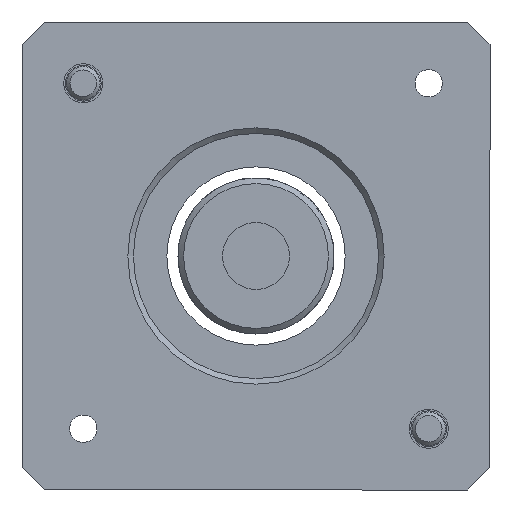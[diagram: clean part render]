
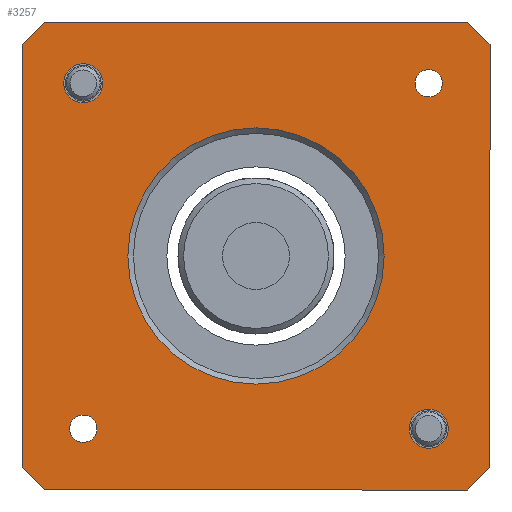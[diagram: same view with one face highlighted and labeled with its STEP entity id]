
A CAD part, front view. The second image highlights one B-rep face of the part: STEP entity #3257.
In plain terms, the highlighted face is planar.
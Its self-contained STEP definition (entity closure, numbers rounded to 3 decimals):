
#310=FACE_BOUND('',#688,.T.);
#311=FACE_BOUND('',#689,.T.);
#312=FACE_BOUND('',#690,.T.);
#313=FACE_BOUND('',#691,.T.);
#314=FACE_BOUND('',#692,.T.);
#342=CIRCLE('',#3562,11.5);
#343=CIRCLE('',#3563,1.75);
#344=CIRCLE('',#3564,1.75);
#345=CIRCLE('',#3565,1.23);
#346=CIRCLE('',#3566,1.23);
#502=FACE_OUTER_BOUND('',#687,.T.);
#687=EDGE_LOOP('',(#2221,#2222,#2223,#2224,#2225,#2226,#2227,#2228));
#688=EDGE_LOOP('',(#2229));
#689=EDGE_LOOP('',(#2230));
#690=EDGE_LOOP('',(#2231));
#691=EDGE_LOOP('',(#2232));
#692=EDGE_LOOP('',(#2233));
#904=LINE('',#4902,#1169);
#906=LINE('',#4906,#1171);
#909=LINE('',#4912,#1174);
#910=LINE('',#4914,#1175);
#911=LINE('',#4916,#1176);
#912=LINE('',#4918,#1177);
#913=LINE('',#4920,#1178);
#914=LINE('',#4921,#1179);
#1169=VECTOR('',#3922,10.);
#1171=VECTOR('',#3926,10.);
#1174=VECTOR('',#3931,10.);
#1175=VECTOR('',#3932,10.);
#1176=VECTOR('',#3933,10.);
#1177=VECTOR('',#3934,10.);
#1178=VECTOR('',#3935,10.);
#1179=VECTOR('',#3936,10.);
#1434=VERTEX_POINT('',#4899);
#1435=VERTEX_POINT('',#4901);
#1436=VERTEX_POINT('',#4905);
#1438=VERTEX_POINT('',#4911);
#1439=VERTEX_POINT('',#4913);
#1440=VERTEX_POINT('',#4915);
#1441=VERTEX_POINT('',#4917);
#1442=VERTEX_POINT('',#4919);
#1443=VERTEX_POINT('',#4922);
#1444=VERTEX_POINT('',#4924);
#1445=VERTEX_POINT('',#4926);
#1446=VERTEX_POINT('',#4928);
#1447=VERTEX_POINT('',#4930);
#1746=EDGE_CURVE('',#1434,#1435,#904,.T.);
#1748=EDGE_CURVE('',#1436,#1435,#906,.T.);
#1751=EDGE_CURVE('',#1434,#1438,#909,.T.);
#1752=EDGE_CURVE('',#1439,#1438,#910,.T.);
#1753=EDGE_CURVE('',#1439,#1440,#911,.T.);
#1754=EDGE_CURVE('',#1441,#1440,#912,.T.);
#1755=EDGE_CURVE('',#1441,#1442,#913,.T.);
#1756=EDGE_CURVE('',#1436,#1442,#914,.T.);
#1757=EDGE_CURVE('',#1443,#1443,#342,.T.);
#1758=EDGE_CURVE('',#1444,#1444,#343,.T.);
#1759=EDGE_CURVE('',#1445,#1445,#344,.T.);
#1760=EDGE_CURVE('',#1446,#1446,#345,.T.);
#1761=EDGE_CURVE('',#1447,#1447,#346,.T.);
#2221=ORIENTED_EDGE('',*,*,#1746,.F.);
#2222=ORIENTED_EDGE('',*,*,#1751,.T.);
#2223=ORIENTED_EDGE('',*,*,#1752,.F.);
#2224=ORIENTED_EDGE('',*,*,#1753,.T.);
#2225=ORIENTED_EDGE('',*,*,#1754,.F.);
#2226=ORIENTED_EDGE('',*,*,#1755,.T.);
#2227=ORIENTED_EDGE('',*,*,#1756,.F.);
#2228=ORIENTED_EDGE('',*,*,#1748,.T.);
#2229=ORIENTED_EDGE('',*,*,#1757,.F.);
#2230=ORIENTED_EDGE('',*,*,#1758,.T.);
#2231=ORIENTED_EDGE('',*,*,#1759,.T.);
#2232=ORIENTED_EDGE('',*,*,#1760,.T.);
#2233=ORIENTED_EDGE('',*,*,#1761,.T.);
#3153=PLANE('',#3561);
#3257=ADVANCED_FACE('',(#502,#310,#311,#312,#313,#314),#3153,.F.);
#3561=AXIS2_PLACEMENT_3D('',#4910,#3929,#3930);
#3562=AXIS2_PLACEMENT_3D('',#4923,#3937,#3938);
#3563=AXIS2_PLACEMENT_3D('',#4925,#3939,#3940);
#3564=AXIS2_PLACEMENT_3D('',#4927,#3941,#3942);
#3565=AXIS2_PLACEMENT_3D('',#4929,#3943,#3944);
#3566=AXIS2_PLACEMENT_3D('',#4931,#3945,#3946);
#3922=DIRECTION('',(-0.707,0.707,0.));
#3926=DIRECTION('',(1.,0.,0.));
#3929=DIRECTION('center_axis',(0.,0.,1.));
#3930=DIRECTION('ref_axis',(1.,0.,0.));
#3931=DIRECTION('',(0.,-1.,0.));
#3932=DIRECTION('',(0.707,0.707,0.));
#3933=DIRECTION('',(-1.,0.,0.));
#3934=DIRECTION('',(0.707,-0.707,0.));
#3935=DIRECTION('',(0.,1.,0.));
#3936=DIRECTION('',(-0.707,-0.707,0.));
#3937=DIRECTION('center_axis',(0.,0.,-1.));
#3938=DIRECTION('ref_axis',(-1.,0.,0.));
#3939=DIRECTION('center_axis',(0.,0.,1.));
#3940=DIRECTION('ref_axis',(1.,0.,0.));
#3941=DIRECTION('center_axis',(0.,0.,1.));
#3942=DIRECTION('ref_axis',(1.,0.,0.));
#3943=DIRECTION('center_axis',(0.,0.,1.));
#3944=DIRECTION('ref_axis',(1.,0.,0.));
#3945=DIRECTION('center_axis',(0.,0.,1.));
#3946=DIRECTION('ref_axis',(1.,0.,0.));
#4899=CARTESIAN_POINT('',(21.,19.,0.));
#4901=CARTESIAN_POINT('',(19.,21.,0.));
#4902=CARTESIAN_POINT('',(20.,20.,0.));
#4905=CARTESIAN_POINT('',(-19.,21.,0.));
#4906=CARTESIAN_POINT('',(-21.,21.,0.));
#4910=CARTESIAN_POINT('Origin',(0.,0.,
0.));
#4911=CARTESIAN_POINT('',(21.,-19.,0.));
#4912=CARTESIAN_POINT('',(21.,21.,0.));
#4913=CARTESIAN_POINT('',(19.,-21.,0.));
#4914=CARTESIAN_POINT('',(20.,-20.,0.));
#4915=CARTESIAN_POINT('',(-19.,-21.,0.));
#4916=CARTESIAN_POINT('',(21.,-21.,0.));
#4917=CARTESIAN_POINT('',(-21.,-19.,0.));
#4918=CARTESIAN_POINT('',(-20.,-20.,0.));
#4919=CARTESIAN_POINT('',(-21.,19.,0.));
#4920=CARTESIAN_POINT('',(-21.,-21.,0.));
#4921=CARTESIAN_POINT('',(-20.,20.,0.));
#4922=CARTESIAN_POINT('',(11.5,0.,0.));
#4923=CARTESIAN_POINT('Origin',(0.,0.,0.));
#4924=CARTESIAN_POINT('',(-17.25,-15.5,0.));
#4925=CARTESIAN_POINT('Origin',(-15.5,-15.5,0.));
#4926=CARTESIAN_POINT('',(13.75,15.5,0.));
#4927=CARTESIAN_POINT('Origin',(15.5,15.5,0.));
#4928=CARTESIAN_POINT('',(-16.73,15.5,0.));
#4929=CARTESIAN_POINT('Origin',(-15.5,15.5,0.));
#4930=CARTESIAN_POINT('',(14.271,-15.5,0.));
#4931=CARTESIAN_POINT('Origin',(15.5,-15.5,0.));
